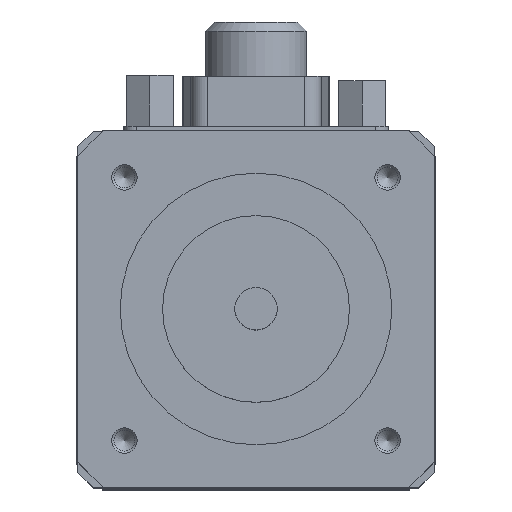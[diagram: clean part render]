
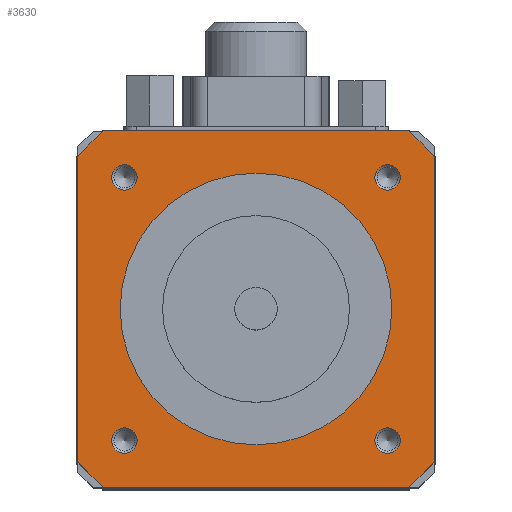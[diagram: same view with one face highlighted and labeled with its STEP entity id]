
A CAD part, top view. The second image highlights one B-rep face of the part: STEP entity #3630.
In plain terms, the highlighted planar face has unit normal (0, 0, 1).
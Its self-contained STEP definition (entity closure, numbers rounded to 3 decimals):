
#139=LINE('',#4986,#365);
#143=LINE('',#4995,#369);
#147=LINE('',#5004,#373);
#149=LINE('',#5008,#375);
#153=LINE('',#5027,#379);
#154=LINE('',#5028,#380);
#155=LINE('',#5029,#381);
#156=LINE('',#5030,#382);
#365=VECTOR('',#4168,1000.);
#369=VECTOR('',#4174,1000.);
#373=VECTOR('',#4180,1000.);
#375=VECTOR('',#4184,1000.);
#379=VECTOR('',#4200,1000.);
#380=VECTOR('',#4201,1000.);
#381=VECTOR('',#4202,1000.);
#382=VECTOR('',#4203,1000.);
#623=ORIENTED_EDGE('',*,*,#1288,.T.);
#624=ORIENTED_EDGE('',*,*,#1289,.F.);
#625=ORIENTED_EDGE('',*,*,#1290,.T.);
#626=ORIENTED_EDGE('',*,*,#1291,.F.);
#627=ORIENTED_EDGE('',*,*,#1292,.F.);
#628=ORIENTED_EDGE('',*,*,#1274,.T.);
#629=ORIENTED_EDGE('',*,*,#1293,.T.);
#630=ORIENTED_EDGE('',*,*,#1284,.T.);
#631=ORIENTED_EDGE('',*,*,#1294,.T.);
#632=ORIENTED_EDGE('',*,*,#1282,.T.);
#633=ORIENTED_EDGE('',*,*,#1295,.T.);
#634=ORIENTED_EDGE('',*,*,#1278,.T.);
#635=ORIENTED_EDGE('',*,*,#1296,.T.);
#1274=EDGE_CURVE('',#1607,#1606,#139,.T.);
#1278=EDGE_CURVE('',#1611,#1610,#143,.T.);
#1282=EDGE_CURVE('',#1615,#1614,#147,.T.);
#1284=EDGE_CURVE('',#1616,#1617,#149,.T.);
#1288=EDGE_CURVE('',#1620,#1620,#1795,.T.);
#1289=EDGE_CURVE('',#1621,#1621,#1796,.T.);
#1290=EDGE_CURVE('',#1622,#1622,#1797,.T.);
#1291=EDGE_CURVE('',#1623,#1623,#1798,.T.);
#1292=EDGE_CURVE('',#1624,#1624,#1799,.T.);
#1293=EDGE_CURVE('',#1606,#1616,#153,.T.);
#1294=EDGE_CURVE('',#1617,#1615,#154,.T.);
#1295=EDGE_CURVE('',#1614,#1611,#155,.T.);
#1296=EDGE_CURVE('',#1610,#1607,#156,.T.);
#1606=VERTEX_POINT('',#4985);
#1607=VERTEX_POINT('',#4987);
#1610=VERTEX_POINT('',#4994);
#1611=VERTEX_POINT('',#4996);
#1614=VERTEX_POINT('',#5003);
#1615=VERTEX_POINT('',#5005);
#1616=VERTEX_POINT('',#5009);
#1617=VERTEX_POINT('',#5010);
#1620=VERTEX_POINT('',#5018);
#1621=VERTEX_POINT('',#5020);
#1622=VERTEX_POINT('',#5022);
#1623=VERTEX_POINT('',#5024);
#1624=VERTEX_POINT('',#5026);
#1795=CIRCLE('',#3818,1.5);
#1796=CIRCLE('',#3819,1.5);
#1797=CIRCLE('',#3820,1.5);
#1798=CIRCLE('',#3821,1.5);
#1799=CIRCLE('',#3822,16.);
#1902=EDGE_LOOP('',(#623));
#1903=EDGE_LOOP('',(#624));
#1904=EDGE_LOOP('',(#625));
#1905=EDGE_LOOP('',(#626));
#1906=EDGE_LOOP('',(#627));
#1907=EDGE_LOOP('',(#628,#629,#630,#631,#632,#633,#634,#635));
#2136=FACE_BOUND('',#1902,.T.);
#2137=FACE_BOUND('',#1903,.T.);
#2138=FACE_BOUND('',#1904,.T.);
#2139=FACE_BOUND('',#1905,.T.);
#2140=FACE_BOUND('',#1906,.T.);
#2141=FACE_BOUND('',#1907,.T.);
#2368=PLANE('',#3817);
#3630=ADVANCED_FACE('',(#2136,#2137,#2138,#2139,#2140,#2141),#2368,.T.);
#3817=AXIS2_PLACEMENT_3D('',#5016,#4188,#4189);
#3818=AXIS2_PLACEMENT_3D('',#5017,#4190,#4191);
#3819=AXIS2_PLACEMENT_3D('',#5019,#4192,#4193);
#3820=AXIS2_PLACEMENT_3D('',#5021,#4194,#4195);
#3821=AXIS2_PLACEMENT_3D('',#5023,#4196,#4197);
#3822=AXIS2_PLACEMENT_3D('',#5025,#4198,#4199);
#4168=DIRECTION('',(-1.,0.,0.));
#4174=DIRECTION('',(0.,1.,0.));
#4180=DIRECTION('',(1.,0.,0.));
#4184=DIRECTION('',(0.,-1.,0.));
#4188=DIRECTION('',(0.,0.,1.));
#4189=DIRECTION('',(1.,0.,0.));
#4190=DIRECTION('',(0.,0.,-1.));
#4191=DIRECTION('',(-1.,0.,0.));
#4192=DIRECTION('',(0.,0.,1.));
#4193=DIRECTION('',(1.,0.,0.));
#4194=DIRECTION('',(0.,0.,-1.));
#4195=DIRECTION('',(-1.,0.,0.));
#4196=DIRECTION('',(0.,0.,1.));
#4197=DIRECTION('',(1.,0.,0.));
#4198=DIRECTION('',(0.,0.,1.));
#4199=DIRECTION('',(1.,0.,0.));
#4200=DIRECTION('',(-0.707,-0.707,0.));
#4201=DIRECTION('',(0.707,-0.707,0.));
#4202=DIRECTION('',(0.707,0.707,0.));
#4203=DIRECTION('',(-0.707,0.707,0.));
#4985=CARTESIAN_POINT('',(-18.,21.,0.));
#4986=CARTESIAN_POINT('',(19.174,21.,0.));
#4987=CARTESIAN_POINT('',(18.,21.,0.));
#4994=CARTESIAN_POINT('',(21.,18.,0.));
#4995=CARTESIAN_POINT('',(21.,-19.174,0.));
#4996=CARTESIAN_POINT('',(21.,-18.,0.));
#5003=CARTESIAN_POINT('',(18.,-21.,0.));
#5004=CARTESIAN_POINT('',(-19.174,-21.,0.));
#5005=CARTESIAN_POINT('',(-18.,-21.,0.));
#5008=CARTESIAN_POINT('',(-21.,19.174,0.));
#5009=CARTESIAN_POINT('',(-21.,18.,0.));
#5010=CARTESIAN_POINT('',(-21.,-18.,0.));
#5016=CARTESIAN_POINT('',(0.,0.,0.));
#5017=CARTESIAN_POINT('',(-15.5,15.5,0.));
#5018=CARTESIAN_POINT('',(-17.,15.5,0.));
#5019=CARTESIAN_POINT('',(15.5,15.5,0.));
#5020=CARTESIAN_POINT('',(17.,15.5,0.));
#5021=CARTESIAN_POINT('',(-15.5,-15.5,0.));
#5022=CARTESIAN_POINT('',(-17.,-15.5,0.));
#5023=CARTESIAN_POINT('',(15.5,-15.5,0.));
#5024=CARTESIAN_POINT('',(17.,-15.5,0.));
#5025=CARTESIAN_POINT('',(0.,0.,0.));
#5026=CARTESIAN_POINT('',(16.,0.,0.));
#5027=CARTESIAN_POINT('',(-18.,21.,0.));
#5028=CARTESIAN_POINT('',(-21.,-18.,0.));
#5029=CARTESIAN_POINT('',(18.,-21.,0.));
#5030=CARTESIAN_POINT('',(21.,18.,0.));
